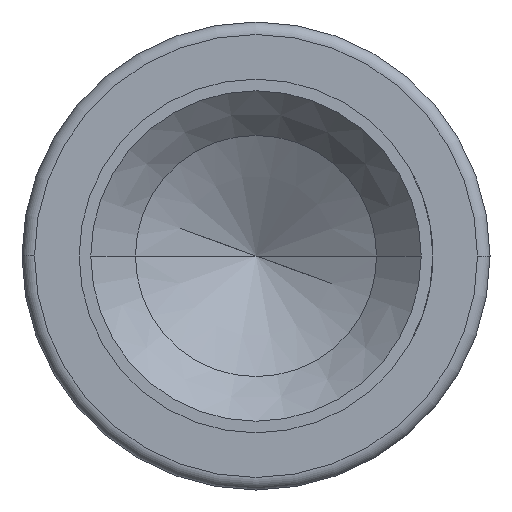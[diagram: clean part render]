
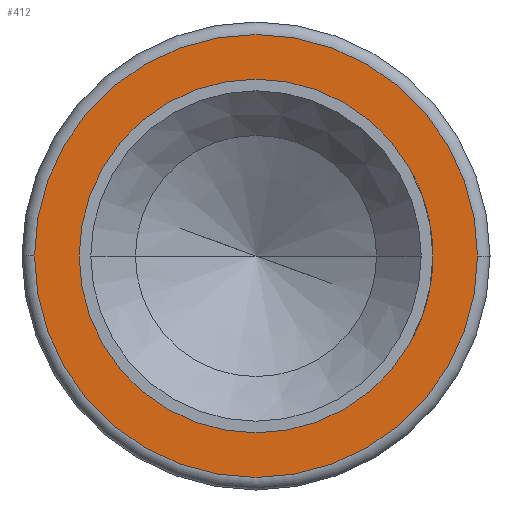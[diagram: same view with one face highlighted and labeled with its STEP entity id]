
A CAD part, front view. The second image highlights one B-rep face of the part: STEP entity #412.
In plain terms, the highlighted planar face has unit normal (0, -1, 0).
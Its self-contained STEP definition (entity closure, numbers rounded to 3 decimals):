
#1=CARTESIAN_POINT('',(0.,0.,0.));
#2=DIRECTION('',(0.,-1.,0.));
#3=DIRECTION('',(1.,0.,0.));
#4=AXIS2_PLACEMENT_3D('',#1,#2,#3);
#16=CARTESIAN_POINT('',(0.,0.,0.));
#17=DIRECTION('',(0.,-1.,0.));
#18=DIRECTION('',(-1.,0.,0.));
#19=AXIS2_PLACEMENT_3D('',#16,#17,#18);
#159=CARTESIAN_POINT('',(0.,0.,0.));
#160=DIRECTION('',(0.,1.,0.));
#161=DIRECTION('',(-1.,0.,0.));
#162=AXIS2_PLACEMENT_3D('',#159,#160,#161);
#192=CARTESIAN_POINT('',(0.,0.,0.));
#193=DIRECTION('',(0.,-1.,0.));
#194=DIRECTION('',(-1.,0.,0.));
#195=AXIS2_PLACEMENT_3D('',#192,#193,#194);
#305=CARTESIAN_POINT('',(-0.99,0.,0.));
#307=VERTEX_POINT('',#305);
#309=CARTESIAN_POINT('',(0.99,0.,0.));
#310=VERTEX_POINT('',#309);
#313=CARTESIAN_POINT('',(-1.24,0.,0.));
#314=CARTESIAN_POINT('',(1.24,0.,0.));
#315=VERTEX_POINT('',#313);
#316=VERTEX_POINT('',#314);
#396=CARTESIAN_POINT('',(0.,0.,0.));
#397=DIRECTION('',(0.,1.,0.));
#398=DIRECTION('',(1.,0.,0.));
#399=AXIS2_PLACEMENT_3D('',#396,#397,#398);
#400=PLANE('',#399);
#402=ORIENTED_EDGE('',*,*,#401,.F.);
#403=ORIENTED_EDGE('',*,*,#386,.F.);
#404=EDGE_LOOP('',(#402,#403));
#405=FACE_OUTER_BOUND('',#404,.F.);
#407=ORIENTED_EDGE('',*,*,#406,.F.);
#409=ORIENTED_EDGE('',*,*,#408,.T.);
#410=EDGE_LOOP('',(#407,#409));
#411=FACE_BOUND('',#410,.F.);
#412=ADVANCED_FACE('',(#405,#411),#400,.F.);
#5=CIRCLE('',#4,1.24);
#20=CIRCLE('',#19,1.24);
#163=CIRCLE('',#162,0.99);
#196=CIRCLE('',#195,0.99);
#386=EDGE_CURVE('',#316,#315,#5,.T.);
#401=EDGE_CURVE('',#315,#316,#20,.T.);
#406=EDGE_CURVE('',#307,#310,#163,.T.);
#408=EDGE_CURVE('',#307,#310,#196,.T.);
